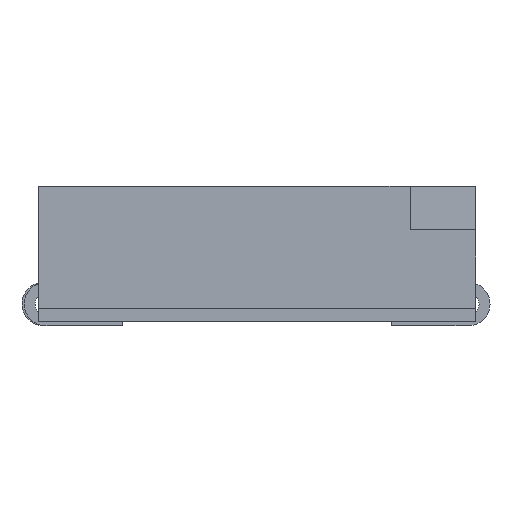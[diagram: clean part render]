
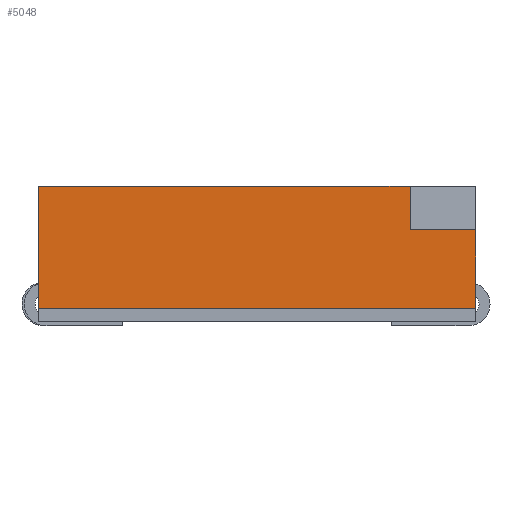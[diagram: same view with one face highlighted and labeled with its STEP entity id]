
A CAD part, front view. The second image highlights one B-rep face of the part: STEP entity #5048.
In plain terms, the highlighted planar face has unit normal (0, -1, 0).
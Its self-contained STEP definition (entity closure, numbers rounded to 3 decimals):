
#2181 = PLANE('',#2182);
#2182 = AXIS2_PLACEMENT_3D('',#2183,#2184,#2185);
#2183 = CARTESIAN_POINT('',(-2.5,-2.5,0.));
#2184 = DIRECTION('',(-1.,0.,0.));
#2185 = DIRECTION('',(0.,1.,0.));
#2235 = PLANE('',#2236);
#2236 = AXIS2_PLACEMENT_3D('',#2237,#2238,#2239);
#2237 = CARTESIAN_POINT('',(2.5,2.5,0.));
#2238 = DIRECTION('',(1.,0.,0.));
#2239 = DIRECTION('',(0.,-1.,0.));
#2718 = PLANE('',#2719);
#2719 = AXIS2_PLACEMENT_3D('',#2720,#2721,#2722);
#2720 = CARTESIAN_POINT('',(2.5,-2.5,0.));
#2721 = DIRECTION('',(0.,-1.,0.));
#2722 = DIRECTION('',(-1.,0.,0.));
#3223 = PLANE('',#3224);
#3224 = AXIS2_PLACEMENT_3D('',#3225,#3226,#3227);
#3225 = CARTESIAN_POINT('',(0.,0.,1.55));
#3226 = DIRECTION('',(0.,0.,1.));
#3227 = DIRECTION('',(1.,0.,0.));
#3250 = PLANE('',#3251);
#3251 = AXIS2_PLACEMENT_3D('',#3252,#3253,#3254);
#3252 = CARTESIAN_POINT('',(3.,-1.25,1.05));
#3253 = DIRECTION('',(0.707,-0.707,0.));
#3254 = DIRECTION('',(-0.707,-0.707,0.));
#3262 = VERTEX_POINT('',#3263);
#3263 = CARTESIAN_POINT('',(2.5,-2.5,1.05));
#3276 = PLANE('',#3277);
#3277 = AXIS2_PLACEMENT_3D('',#3278,#3279,#3280);
#3278 = CARTESIAN_POINT('',(2.381,-2.381,1.05));
#3279 = DIRECTION('',(0.,0.,1.));
#3280 = DIRECTION('',(1.,0.,0.));
#3287 = EDGE_CURVE('',#3288,#3262,#3290,.T.);
#3288 = VERTEX_POINT('',#3289);
#3289 = CARTESIAN_POINT('',(2.5,-2.5,0.15));
#3290 = SURFACE_CURVE('',#3291,(#3295,#3302),.PCURVE_S1.);
#3291 = LINE('',#3292,#3293);
#3292 = CARTESIAN_POINT('',(2.5,-2.5,0.));
#3293 = VECTOR('',#3294,1.);
#3294 = DIRECTION('',(0.,0.,1.));
#3295 = PCURVE('',#2235,#3296);
#3296 = DEFINITIONAL_REPRESENTATION('',(#3297),#3301);
#3297 = LINE('',#3298,#3299);
#3298 = CARTESIAN_POINT('',(5.,0.));
#3299 = VECTOR('',#3300,1.);
#3300 = DIRECTION('',(0.,-1.));
#3301 = ( GEOMETRIC_REPRESENTATION_CONTEXT(2) 
PARAMETRIC_REPRESENTATION_CONTEXT() REPRESENTATION_CONTEXT('2D SPACE',''
  ) );
#3302 = PCURVE('',#3303,#3308);
#3303 = PLANE('',#3304);
#3304 = AXIS2_PLACEMENT_3D('',#3305,#3306,#3307);
#3305 = CARTESIAN_POINT('',(2.5,-2.5,0.));
#3306 = DIRECTION('',(0.,-1.,0.));
#3307 = DIRECTION('',(-1.,0.,0.));
#3308 = DEFINITIONAL_REPRESENTATION('',(#3309),#3313);
#3309 = LINE('',#3310,#3311);
#3310 = CARTESIAN_POINT('',(0.,-0.));
#3311 = VECTOR('',#3312,1.);
#3312 = DIRECTION('',(0.,-1.));
#3313 = ( GEOMETRIC_REPRESENTATION_CONTEXT(2) 
PARAMETRIC_REPRESENTATION_CONTEXT() REPRESENTATION_CONTEXT('2D SPACE',''
  ) );
#3658 = VERTEX_POINT('',#3659);
#3659 = CARTESIAN_POINT('',(-2.5,-2.5,0.15));
#3680 = EDGE_CURVE('',#3658,#3681,#3683,.T.);
#3681 = VERTEX_POINT('',#3682);
#3682 = CARTESIAN_POINT('',(-2.5,-2.5,1.55));
#3683 = SURFACE_CURVE('',#3684,(#3688,#3695),.PCURVE_S1.);
#3684 = LINE('',#3685,#3686);
#3685 = CARTESIAN_POINT('',(-2.5,-2.5,0.));
#3686 = VECTOR('',#3687,1.);
#3687 = DIRECTION('',(0.,0.,1.));
#3688 = PCURVE('',#2181,#3689);
#3689 = DEFINITIONAL_REPRESENTATION('',(#3690),#3694);
#3690 = LINE('',#3691,#3692);
#3691 = CARTESIAN_POINT('',(0.,0.));
#3692 = VECTOR('',#3693,1.);
#3693 = DIRECTION('',(0.,-1.));
#3694 = ( GEOMETRIC_REPRESENTATION_CONTEXT(2) 
PARAMETRIC_REPRESENTATION_CONTEXT() REPRESENTATION_CONTEXT('2D SPACE',''
  ) );
#3695 = PCURVE('',#3303,#3696);
#3696 = DEFINITIONAL_REPRESENTATION('',(#3697),#3701);
#3697 = LINE('',#3698,#3699);
#3698 = CARTESIAN_POINT('',(5.,0.));
#3699 = VECTOR('',#3700,1.);
#3700 = DIRECTION('',(0.,-1.));
#3701 = ( GEOMETRIC_REPRESENTATION_CONTEXT(2) 
PARAMETRIC_REPRESENTATION_CONTEXT() REPRESENTATION_CONTEXT('2D SPACE',''
  ) );
#4499 = EDGE_CURVE('',#3658,#3288,#4500,.T.);
#4500 = SURFACE_CURVE('',#4501,(#4505,#4512),.PCURVE_S1.);
#4501 = LINE('',#4502,#4503);
#4502 = CARTESIAN_POINT('',(-2.7,-2.5,0.15));
#4503 = VECTOR('',#4504,1.);
#4504 = DIRECTION('',(1.,0.,0.));
#4505 = PCURVE('',#2718,#4506);
#4506 = DEFINITIONAL_REPRESENTATION('',(#4507),#4511);
#4507 = LINE('',#4508,#4509);
#4508 = CARTESIAN_POINT('',(5.2,-0.15));
#4509 = VECTOR('',#4510,1.);
#4510 = DIRECTION('',(-1.,-0.));
#4511 = ( GEOMETRIC_REPRESENTATION_CONTEXT(2) 
PARAMETRIC_REPRESENTATION_CONTEXT() REPRESENTATION_CONTEXT('2D SPACE',''
  ) );
#4512 = PCURVE('',#3303,#4513);
#4513 = DEFINITIONAL_REPRESENTATION('',(#4514),#4518);
#4514 = LINE('',#4515,#4516);
#4515 = CARTESIAN_POINT('',(5.2,-0.15));
#4516 = VECTOR('',#4517,1.);
#4517 = DIRECTION('',(-1.,-0.));
#4518 = ( GEOMETRIC_REPRESENTATION_CONTEXT(2) 
PARAMETRIC_REPRESENTATION_CONTEXT() REPRESENTATION_CONTEXT('2D SPACE',''
  ) );
#5048 = ADVANCED_FACE('',(#5049),#3303,.T.);
#5049 = FACE_BOUND('',#5050,.T.);
#5050 = EDGE_LOOP('',(#5051,#5052,#5053,#5074,#5095,#5116));
#5051 = ORIENTED_EDGE('',*,*,#4499,.T.);
#5052 = ORIENTED_EDGE('',*,*,#3287,.T.);
#5053 = ORIENTED_EDGE('',*,*,#5054,.T.);
#5054 = EDGE_CURVE('',#3262,#5055,#5057,.T.);
#5055 = VERTEX_POINT('',#5056);
#5056 = CARTESIAN_POINT('',(1.75,-2.5,1.05));
#5057 = SURFACE_CURVE('',#5058,(#5062,#5068),.PCURVE_S1.);
#5058 = LINE('',#5059,#5060);
#5059 = CARTESIAN_POINT('',(2.441,-2.5,1.05));
#5060 = VECTOR('',#5061,1.);
#5061 = DIRECTION('',(-1.,0.,0.));
#5062 = PCURVE('',#3303,#5063);
#5063 = DEFINITIONAL_REPRESENTATION('',(#5064),#5067);
#5064 = B_SPLINE_CURVE_WITH_KNOTS('',1,(#5065,#5066),.UNSPECIFIED.,.F.,
  .F.,(2,2),(-0.059,1.191),
  .PIECEWISE_BEZIER_KNOTS.);
#5065 = CARTESIAN_POINT('',(0.,-1.05));
#5066 = CARTESIAN_POINT('',(1.25,-1.05));
#5067 = ( GEOMETRIC_REPRESENTATION_CONTEXT(2) 
PARAMETRIC_REPRESENTATION_CONTEXT() REPRESENTATION_CONTEXT('2D SPACE',''
  ) );
#5068 = PCURVE('',#3276,#5069);
#5069 = DEFINITIONAL_REPRESENTATION('',(#5070),#5073);
#5070 = B_SPLINE_CURVE_WITH_KNOTS('',1,(#5071,#5072),.UNSPECIFIED.,.F.,
  .F.,(2,2),(-0.059,1.191),
  .PIECEWISE_BEZIER_KNOTS.);
#5071 = CARTESIAN_POINT('',(0.119,-0.119));
#5072 = CARTESIAN_POINT('',(-1.131,-0.119));
#5073 = ( GEOMETRIC_REPRESENTATION_CONTEXT(2) 
PARAMETRIC_REPRESENTATION_CONTEXT() REPRESENTATION_CONTEXT('2D SPACE',''
  ) );
#5074 = ORIENTED_EDGE('',*,*,#5075,.T.);
#5075 = EDGE_CURVE('',#5055,#5076,#5078,.T.);
#5076 = VERTEX_POINT('',#5077);
#5077 = CARTESIAN_POINT('',(1.75,-2.5,1.55));
#5078 = SURFACE_CURVE('',#5079,(#5083,#5089),.PCURVE_S1.);
#5079 = LINE('',#5080,#5081);
#5080 = CARTESIAN_POINT('',(1.75,-2.5,0.525));
#5081 = VECTOR('',#5082,1.);
#5082 = DIRECTION('',(0.,0.,1.));
#5083 = PCURVE('',#3303,#5084);
#5084 = DEFINITIONAL_REPRESENTATION('',(#5085),#5088);
#5085 = B_SPLINE_CURVE_WITH_KNOTS('',1,(#5086,#5087),.UNSPECIFIED.,.F.,
  .F.,(2,2),(0.525,1.025),.PIECEWISE_BEZIER_KNOTS.);
#5086 = CARTESIAN_POINT('',(0.75,-1.05));
#5087 = CARTESIAN_POINT('',(0.75,-1.55));
#5088 = ( GEOMETRIC_REPRESENTATION_CONTEXT(2) 
PARAMETRIC_REPRESENTATION_CONTEXT() REPRESENTATION_CONTEXT('2D SPACE',''
  ) );
#5089 = PCURVE('',#3250,#5090);
#5090 = DEFINITIONAL_REPRESENTATION('',(#5091),#5094);
#5091 = B_SPLINE_CURVE_WITH_KNOTS('',1,(#5092,#5093),.UNSPECIFIED.,.F.,
  .F.,(2,2),(0.525,1.025),.PIECEWISE_BEZIER_KNOTS.);
#5092 = CARTESIAN_POINT('',(1.768,0.));
#5093 = CARTESIAN_POINT('',(1.768,-0.5));
#5094 = ( GEOMETRIC_REPRESENTATION_CONTEXT(2) 
PARAMETRIC_REPRESENTATION_CONTEXT() REPRESENTATION_CONTEXT('2D SPACE',''
  ) );
#5095 = ORIENTED_EDGE('',*,*,#5096,.T.);
#5096 = EDGE_CURVE('',#5076,#3681,#5097,.T.);
#5097 = SURFACE_CURVE('',#5098,(#5102,#5109),.PCURVE_S1.);
#5098 = LINE('',#5099,#5100);
#5099 = CARTESIAN_POINT('',(2.5,-2.5,1.55));
#5100 = VECTOR('',#5101,1.);
#5101 = DIRECTION('',(-1.,0.,0.));
#5102 = PCURVE('',#3303,#5103);
#5103 = DEFINITIONAL_REPRESENTATION('',(#5104),#5108);
#5104 = LINE('',#5105,#5106);
#5105 = CARTESIAN_POINT('',(0.,-1.55));
#5106 = VECTOR('',#5107,1.);
#5107 = DIRECTION('',(1.,0.));
#5108 = ( GEOMETRIC_REPRESENTATION_CONTEXT(2) 
PARAMETRIC_REPRESENTATION_CONTEXT() REPRESENTATION_CONTEXT('2D SPACE',''
  ) );
#5109 = PCURVE('',#3223,#5110);
#5110 = DEFINITIONAL_REPRESENTATION('',(#5111),#5115);
#5111 = LINE('',#5112,#5113);
#5112 = CARTESIAN_POINT('',(2.5,-2.5));
#5113 = VECTOR('',#5114,1.);
#5114 = DIRECTION('',(-1.,0.));
#5115 = ( GEOMETRIC_REPRESENTATION_CONTEXT(2) 
PARAMETRIC_REPRESENTATION_CONTEXT() REPRESENTATION_CONTEXT('2D SPACE',''
  ) );
#5116 = ORIENTED_EDGE('',*,*,#3680,.F.);
